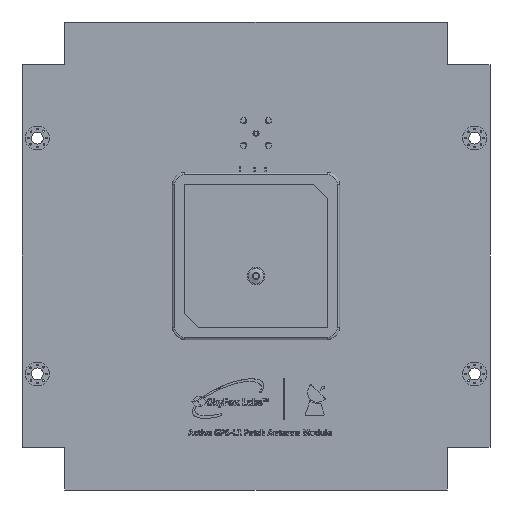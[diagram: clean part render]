
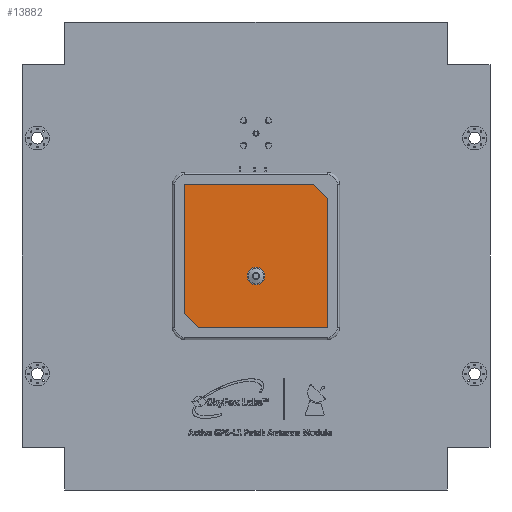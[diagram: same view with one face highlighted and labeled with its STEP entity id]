
A CAD part, left-side view. The second image highlights one B-rep face of the part: STEP entity #13882.
In plain terms, the highlighted face is planar.
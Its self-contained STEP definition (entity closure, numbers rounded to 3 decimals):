
#1703=LINE('',#27405,#2985);
#1704=LINE('',#27407,#2986);
#1705=LINE('',#27409,#2987);
#1706=LINE('',#27411,#2988);
#1707=LINE('',#27413,#2989);
#1708=LINE('',#27414,#2990);
#2985=VECTOR('',#18003,27.);
#2986=VECTOR('',#18004,27.);
#2987=VECTOR('',#18005,4.243);
#2988=VECTOR('',#18006,27.);
#2989=VECTOR('',#18007,27.);
#2990=VECTOR('',#18008,4.243);
#3566=PLANE('',#14914);
#3972=FACE_BOUND('',#5872,.T.);
#4718=FACE_OUTER_BOUND('',#5871,.T.);
#5871=EDGE_LOOP('',(#12714,#12715,#12716,#12717,#12718,#12719));
#5872=EDGE_LOOP('',(#12720));
#6236=CIRCLE('',#14911,1.838);
#7445=VERTEX_POINT('',#27390);
#7448=VERTEX_POINT('',#27403);
#7449=VERTEX_POINT('',#27404);
#7450=VERTEX_POINT('',#27406);
#7451=VERTEX_POINT('',#27408);
#7452=VERTEX_POINT('',#27410);
#7453=VERTEX_POINT('',#27412);
#9221=EDGE_CURVE('',#7445,#7445,#6236,.T.);
#9223=EDGE_CURVE('',#7448,#7449,#1703,.T.);
#9224=EDGE_CURVE('',#7449,#7450,#1704,.T.);
#9225=EDGE_CURVE('',#7450,#7451,#1705,.T.);
#9226=EDGE_CURVE('',#7451,#7452,#1706,.T.);
#9227=EDGE_CURVE('',#7452,#7453,#1707,.T.);
#9228=EDGE_CURVE('',#7453,#7448,#1708,.T.);
#12714=ORIENTED_EDGE('',*,*,#9223,.T.);
#12715=ORIENTED_EDGE('',*,*,#9224,.T.);
#12716=ORIENTED_EDGE('',*,*,#9225,.T.);
#12717=ORIENTED_EDGE('',*,*,#9226,.T.);
#12718=ORIENTED_EDGE('',*,*,#9227,.T.);
#12719=ORIENTED_EDGE('',*,*,#9228,.T.);
#12720=ORIENTED_EDGE('',*,*,#9221,.F.);
#13882=ADVANCED_FACE('',(#4718,#3972),#3566,.T.);
#14911=AXIS2_PLACEMENT_3D('',#27398,#17995,#17996);
#14914=AXIS2_PLACEMENT_3D('',#27402,#18001,#18002);
#17995=DIRECTION('center_axis',(1.,0.,0.));
#17996=DIRECTION('ref_axis',(0.,0.,1.));
#18001=DIRECTION('center_axis',(1.,0.,0.));
#18002=DIRECTION('ref_axis',(0.,0.,-1.));
#18003=DIRECTION('',(0.,1.,0.));
#18004=DIRECTION('',(0.,0.,1.));
#18005=DIRECTION('',(0.,-0.707,0.707));
#18006=DIRECTION('',(0.,-1.,0.));
#18007=DIRECTION('',(0.,0.,-1.));
#18008=DIRECTION('',(0.,0.707,-0.707));
#27390=CARTESIAN_POINT('',(0.1,49.,42.962));
#27398=CARTESIAN_POINT('Origin',(0.1,49.,44.8));
#27402=CARTESIAN_POINT('Origin',(0.1,49.,49.));
#27403=CARTESIAN_POINT('',(0.1,37.,34.));
#27404=CARTESIAN_POINT('',(0.1,64.,34.));
#27405=CARTESIAN_POINT('',(0.1,37.,34.));
#27406=CARTESIAN_POINT('',(0.1,64.,61.));
#27407=CARTESIAN_POINT('',(0.1,64.,34.));
#27408=CARTESIAN_POINT('',(0.1,61.,64.));
#27409=CARTESIAN_POINT('',(0.1,64.,61.));
#27410=CARTESIAN_POINT('',(0.1,34.,64.));
#27411=CARTESIAN_POINT('',(0.1,61.,64.));
#27412=CARTESIAN_POINT('',(0.1,34.,37.));
#27413=CARTESIAN_POINT('',(0.1,34.,64.));
#27414=CARTESIAN_POINT('',(0.1,34.,37.));
